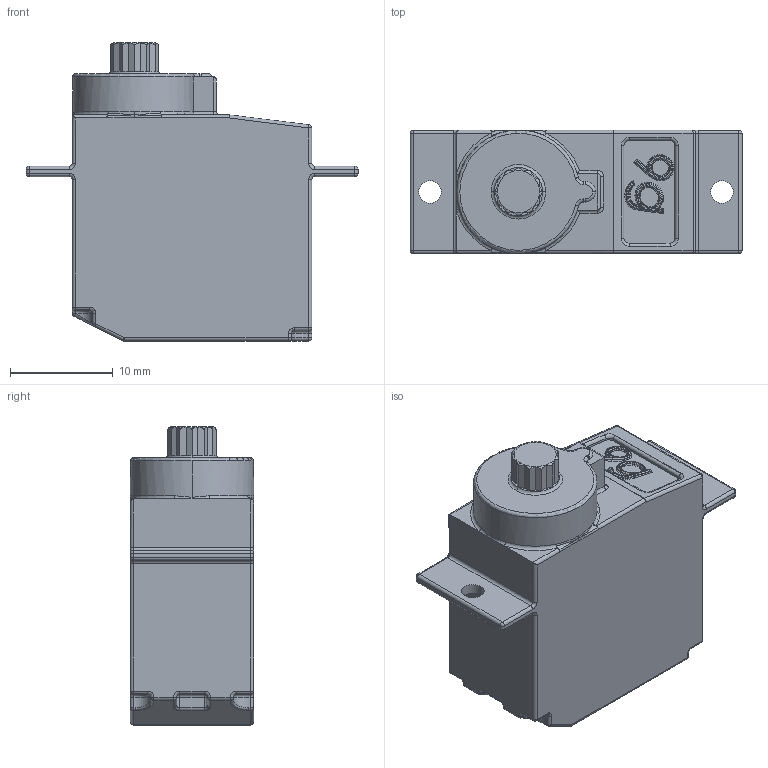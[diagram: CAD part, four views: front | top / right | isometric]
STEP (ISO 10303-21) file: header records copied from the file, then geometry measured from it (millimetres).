
FILE_DESCRIPTION (( 'STEP AP203' ), '1' );
FILE_NAME ('MICRO SERVO 9g.STEP', '2011-12-20T07:45:54', ( '' ), ( '' ), 'SwSTEP 2.0', 'SolidWorks 2010', '' );
FILE_SCHEMA (( 'CONFIG_CONTROL_DESIGN' ));
Length unit declared in the file: millimetre
Products named in the file (1): MICRO SERVO 9g
Bounding box: 32.3 x 12.02 x 29 mm (x, y, z)
Volume: 6607.5 mm3; surface area: 2465.3 mm2
Topology: 1 solids, 1 shells, 367 faces, 872 edges, 484 vertices
Faces by surface type: cylinder 121, bspline 99, plane 74, torus 39, sphere 34
Entity records: 22683 total; most frequent: CARTESIAN_POINT 15077, ORIENTED_EDGE 1676, DIRECTION 1383, EDGE_CURVE 838, AXIS2_PLACEMENT_3D 537, VERTEX_POINT 480, EDGE_LOOP 378, FACE_OUTER_BOUND 367
